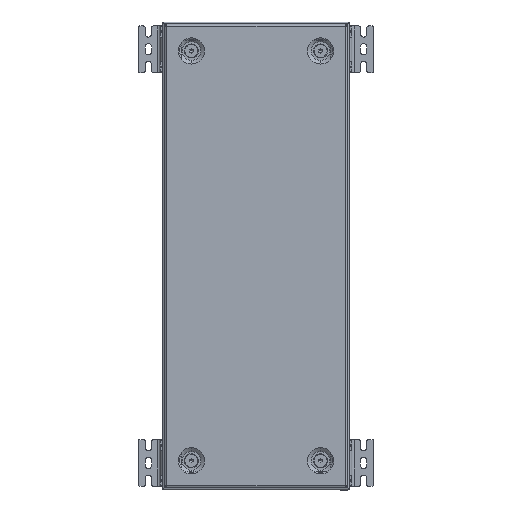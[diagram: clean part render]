
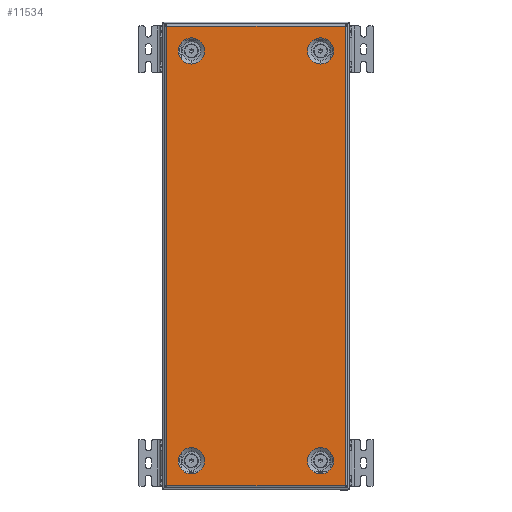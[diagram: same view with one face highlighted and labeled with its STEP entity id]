
A CAD part, top view. The second image highlights one B-rep face of the part: STEP entity #11534.
In plain terms, the highlighted planar face has unit normal (0, 0, 1).
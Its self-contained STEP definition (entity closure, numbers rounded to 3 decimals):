
#61 = EDGE_CURVE ( 'NONE', #18641, #6810, #16373, .T. ) ;
#109 = EDGE_CURVE ( 'NONE', #14729, #26133, #12587, .T. ) ;
#200 = CIRCLE ( 'NONE', #22581, 14. ) ;
#287 = CARTESIAN_POINT ( 'NONE',  ( -95.5, 245.5, 0. ) ) ;
#538 = LINE ( 'NONE', #10071, #5422 ) ;
#584 = CIRCLE ( 'NONE', #4741, 14. ) ;
#1137 = CARTESIAN_POINT ( 'NONE',  ( 0., 0., 0. ) ) ;
#1273 = DIRECTION ( 'NONE',  ( 1., 0., 0. ) ) ;
#1308 = AXIS2_PLACEMENT_3D ( 'NONE', #1137, #7531, #1273 ) ;
#1870 = CIRCLE ( 'NONE', #8676, 14. ) ;
#2162 = EDGE_CURVE ( 'NONE', #12118, #24535, #584, .T. ) ;
#2264 = ORIENTED_EDGE ( 'NONE', *, *, #2655, .T. ) ;
#2375 = CARTESIAN_POINT ( 'NONE',  ( -69., -233., 0. ) ) ;
#2387 = VECTOR ( 'NONE', #21604, 1000. ) ;
#2655 = EDGE_CURVE ( 'NONE', #19100, #19695, #22504, .T. ) ;
#2915 = AXIS2_PLACEMENT_3D ( 'NONE', #16036, #5350, #22957 ) ;
#3056 = CIRCLE ( 'NONE', #25442, 14. ) ;
#3281 = PLANE ( 'NONE',  #1308 ) ;
#3440 = FACE_BOUND ( 'NONE', #26283, .T. ) ;
#3544 = DIRECTION ( 'NONE',  ( 0., 0., 1. ) ) ;
#3954 = DIRECTION ( 'NONE',  ( 1., 0., 0. ) ) ;
#3976 = EDGE_CURVE ( 'NONE', #6987, #8311, #10605, .T. ) ;
#4005 = DIRECTION ( 'NONE',  ( -1., 0., 0. ) ) ;
#4459 = VERTEX_POINT ( 'NONE', #18807 ) ;
#4741 = AXIS2_PLACEMENT_3D ( 'NONE', #18970, #3544, #18683 ) ;
#5091 = CARTESIAN_POINT ( 'NONE',  ( 95.4, 245.5, 0. ) ) ;
#5318 = CARTESIAN_POINT ( 'NONE',  ( 95.5, -245.793, 0. ) ) ;
#5350 = DIRECTION ( 'NONE',  ( 0., 0., 1. ) ) ;
#5422 = VECTOR ( 'NONE', #3954, 1000. ) ;
#5804 = ORIENTED_EDGE ( 'NONE', *, *, #27152, .F. ) ;
#6190 = DIRECTION ( 'NONE',  ( 1., 0., 0. ) ) ;
#6208 = CARTESIAN_POINT ( 'NONE',  ( -95.793, -245.5, 0. ) ) ;
#6450 = CARTESIAN_POINT ( 'NONE',  ( 69., -233., 0. ) ) ;
#6462 = AXIS2_PLACEMENT_3D ( 'NONE', #13749, #12171, #22550 ) ;
#6810 = VERTEX_POINT ( 'NONE', #11960 ) ;
#6957 = VECTOR ( 'NONE', #20478, 1000. ) ;
#6987 = VERTEX_POINT ( 'NONE', #287 ) ;
#7265 = VECTOR ( 'NONE', #20342, 1000. ) ;
#7531 = DIRECTION ( 'NONE',  ( 0., 0., 1. ) ) ;
#7549 = CARTESIAN_POINT ( 'NONE',  ( 95.4, -245.5, 0. ) ) ;
#7598 = EDGE_LOOP ( 'NONE', ( #2264, #15655, #8510, #27369, #9573, #23463, #14075, #10002 ) ) ;
#7663 = FACE_OUTER_BOUND ( 'NONE', #7598, .T. ) ;
#7737 = EDGE_CURVE ( 'NONE', #25056, #14729, #19503, .T. ) ;
#7816 = FACE_BOUND ( 'NONE', #27140, .T. ) ;
#7963 = EDGE_CURVE ( 'NONE', #26195, #27467, #3056, .T. ) ;
#8311 = VERTEX_POINT ( 'NONE', #27887 ) ;
#8510 = ORIENTED_EDGE ( 'NONE', *, *, #3976, .F. ) ;
#8676 = AXIS2_PLACEMENT_3D ( 'NONE', #26014, #19295, #4005 ) ;
#8816 = LINE ( 'NONE', #17567, #2387 ) ;
#8870 = EDGE_CURVE ( 'NONE', #4459, #14292, #16119, .T. ) ;
#9573 = ORIENTED_EDGE ( 'NONE', *, *, #7737, .T. ) ;
#9963 = FACE_BOUND ( 'NONE', #26284, .T. ) ;
#10002 = ORIENTED_EDGE ( 'NONE', *, *, #24703, .T. ) ;
#10071 = CARTESIAN_POINT ( 'NONE',  ( 97.5, -245.5, 0. ) ) ;
#10088 = DIRECTION ( 'NONE',  ( -1., 0., 0. ) ) ;
#10313 = CARTESIAN_POINT ( 'NONE',  ( 69., 219., 0. ) ) ;
#10498 = CARTESIAN_POINT ( 'NONE',  ( -69., 205., 0. ) ) ;
#10518 = CARTESIAN_POINT ( 'NONE',  ( -69., 219., 0. ) ) ;
#10605 = LINE ( 'NONE', #28079, #23100 ) ;
#10933 = DIRECTION ( 'NONE',  ( 1., 0., 0. ) ) ;
#11534 = ADVANCED_FACE ( 'NONE', ( #7663, #3440, #7816, #20874, #9963 ), #3281, .T. ) ;
#11664 = DIRECTION ( 'NONE',  ( 1., 0., 0. ) ) ;
#11730 = EDGE_CURVE ( 'NONE', #14292, #4459, #14502, .T. ) ;
#11960 = CARTESIAN_POINT ( 'NONE',  ( 69., -205., 0. ) ) ;
#12118 = VERTEX_POINT ( 'NONE', #2375 ) ;
#12171 = DIRECTION ( 'NONE',  ( 0., 0., 1. ) ) ;
#12210 = ORIENTED_EDGE ( 'NONE', *, *, #8870, .F. ) ;
#12587 = LINE ( 'NONE', #18791, #25550 ) ;
#13749 = CARTESIAN_POINT ( 'NONE',  ( 69., -219., 0. ) ) ;
#13933 = CARTESIAN_POINT ( 'NONE',  ( 69., -219., 0. ) ) ;
#14075 = ORIENTED_EDGE ( 'NONE', *, *, #23706, .T. ) ;
#14117 = EDGE_CURVE ( 'NONE', #27467, #26195, #200, .T. ) ;
#14292 = VERTEX_POINT ( 'NONE', #10498 ) ;
#14346 = EDGE_CURVE ( 'NONE', #6987, #25056, #14641, .T. ) ;
#14502 = CIRCLE ( 'NONE', #18181, 14. ) ;
#14539 = CARTESIAN_POINT ( 'NONE',  ( 69., 233., 0. ) ) ;
#14641 = LINE ( 'NONE', #16941, #26669 ) ;
#14729 = VERTEX_POINT ( 'NONE', #26453 ) ;
#15655 = ORIENTED_EDGE ( 'NONE', *, *, #17963, .T. ) ;
#15862 = LINE ( 'NONE', #5318, #7265 ) ;
#16036 = CARTESIAN_POINT ( 'NONE',  ( -69., 219., 0. ) ) ;
#16119 = CIRCLE ( 'NONE', #2915, 14. ) ;
#16164 = ORIENTED_EDGE ( 'NONE', *, *, #2162, .F. ) ;
#16373 = CIRCLE ( 'NONE', #21902, 14. ) ;
#16699 = VERTEX_POINT ( 'NONE', #27089 ) ;
#16792 = ORIENTED_EDGE ( 'NONE', *, *, #61, .F. ) ;
#16941 = CARTESIAN_POINT ( 'NONE',  ( -95.5, 245.793, 0. ) ) ;
#17232 = CARTESIAN_POINT ( 'NONE',  ( 95.5, 245.5, 0. ) ) ;
#17567 = CARTESIAN_POINT ( 'NONE',  ( 95.793, 245.5, 0. ) ) ;
#17963 = EDGE_CURVE ( 'NONE', #19695, #8311, #8816, .T. ) ;
#18174 = CARTESIAN_POINT ( 'NONE',  ( 95.793, 245.5, 0. ) ) ;
#18181 = AXIS2_PLACEMENT_3D ( 'NONE', #10518, #19276, #10933 ) ;
#18641 = VERTEX_POINT ( 'NONE', #6450 ) ;
#18683 = DIRECTION ( 'NONE',  ( -1., 0., 0. ) ) ;
#18791 = CARTESIAN_POINT ( 'NONE',  ( -95.793, -245.5, 0. ) ) ;
#18807 = CARTESIAN_POINT ( 'NONE',  ( -69., 233., 0. ) ) ;
#18949 = DIRECTION ( 'NONE',  ( 1., 0., 0. ) ) ;
#18970 = CARTESIAN_POINT ( 'NONE',  ( -69., -219., 0. ) ) ;
#19056 = DIRECTION ( 'NONE',  ( 0., 0., 1. ) ) ;
#19100 = VERTEX_POINT ( 'NONE', #17232 ) ;
#19276 = DIRECTION ( 'NONE',  ( 0., 0., 1. ) ) ;
#19295 = DIRECTION ( 'NONE',  ( 0., 0., 1. ) ) ;
#19347 = CARTESIAN_POINT ( 'NONE',  ( -69., -205., 0. ) ) ;
#19503 = LINE ( 'NONE', #6208, #19921 ) ;
#19695 = VERTEX_POINT ( 'NONE', #5091 ) ;
#19921 = VECTOR ( 'NONE', #28213, 1000. ) ;
#20342 = DIRECTION ( 'NONE',  ( 0., 1., 0. ) ) ;
#20478 = DIRECTION ( 'NONE',  ( -1., 0., 0. ) ) ;
#20588 = ORIENTED_EDGE ( 'NONE', *, *, #14117, .F. ) ;
#20874 = FACE_BOUND ( 'NONE', #24107, .T. ) ;
#21131 = DIRECTION ( 'NONE',  ( 0., 0., 1. ) ) ;
#21604 = DIRECTION ( 'NONE',  ( -1., 0., 0. ) ) ;
#21902 = AXIS2_PLACEMENT_3D ( 'NONE', #13933, #27267, #11664 ) ;
#22017 = ORIENTED_EDGE ( 'NONE', *, *, #26259, .F. ) ;
#22119 = DIRECTION ( 'NONE',  ( 0., -1., 0. ) ) ;
#22504 = LINE ( 'NONE', #18174, #6957 ) ;
#22550 = DIRECTION ( 'NONE',  ( 1., 0., 0. ) ) ;
#22581 = AXIS2_PLACEMENT_3D ( 'NONE', #22997, #21131, #10088 ) ;
#22715 = ORIENTED_EDGE ( 'NONE', *, *, #7963, .F. ) ;
#22957 = DIRECTION ( 'NONE',  ( 1., 0., 0. ) ) ;
#22997 = CARTESIAN_POINT ( 'NONE',  ( 69., 219., 0. ) ) ;
#23100 = VECTOR ( 'NONE', #18949, 1000. ) ;
#23463 = ORIENTED_EDGE ( 'NONE', *, *, #109, .T. ) ;
#23676 = CARTESIAN_POINT ( 'NONE',  ( 69., 205., 0. ) ) ;
#23706 = EDGE_CURVE ( 'NONE', #26133, #16699, #538, .T. ) ;
#24107 = EDGE_LOOP ( 'NONE', ( #22017, #16164 ) ) ;
#24535 = VERTEX_POINT ( 'NONE', #19347 ) ;
#24703 = EDGE_CURVE ( 'NONE', #16699, #19100, #15862, .T. ) ;
#24984 = ORIENTED_EDGE ( 'NONE', *, *, #11730, .F. ) ;
#25056 = VERTEX_POINT ( 'NONE', #26446 ) ;
#25210 = CIRCLE ( 'NONE', #6462, 14. ) ;
#25442 = AXIS2_PLACEMENT_3D ( 'NONE', #10313, #19056, #25647 ) ;
#25550 = VECTOR ( 'NONE', #6190, 1000. ) ;
#25647 = DIRECTION ( 'NONE',  ( -1., 0., 0. ) ) ;
#26014 = CARTESIAN_POINT ( 'NONE',  ( -69., -219., 0. ) ) ;
#26133 = VERTEX_POINT ( 'NONE', #7549 ) ;
#26195 = VERTEX_POINT ( 'NONE', #14539 ) ;
#26259 = EDGE_CURVE ( 'NONE', #24535, #12118, #1870, .T. ) ;
#26283 = EDGE_LOOP ( 'NONE', ( #24984, #12210 ) ) ;
#26284 = EDGE_LOOP ( 'NONE', ( #5804, #16792 ) ) ;
#26446 = CARTESIAN_POINT ( 'NONE',  ( -95.5, -245.5, 0. ) ) ;
#26453 = CARTESIAN_POINT ( 'NONE',  ( -95.4, -245.5, 0. ) ) ;
#26669 = VECTOR ( 'NONE', #22119, 1000. ) ;
#27089 = CARTESIAN_POINT ( 'NONE',  ( 95.5, -245.5, 0. ) ) ;
#27140 = EDGE_LOOP ( 'NONE', ( #20588, #22715 ) ) ;
#27152 = EDGE_CURVE ( 'NONE', #6810, #18641, #25210, .T. ) ;
#27267 = DIRECTION ( 'NONE',  ( 0., 0., 1. ) ) ;
#27369 = ORIENTED_EDGE ( 'NONE', *, *, #14346, .T. ) ;
#27467 = VERTEX_POINT ( 'NONE', #23676 ) ;
#27887 = CARTESIAN_POINT ( 'NONE',  ( -95.4, 245.5, 0. ) ) ;
#28079 = CARTESIAN_POINT ( 'NONE',  ( -97.5, 245.5, 0. ) ) ;
#28213 = DIRECTION ( 'NONE',  ( 1., 0., 0. ) ) ;
